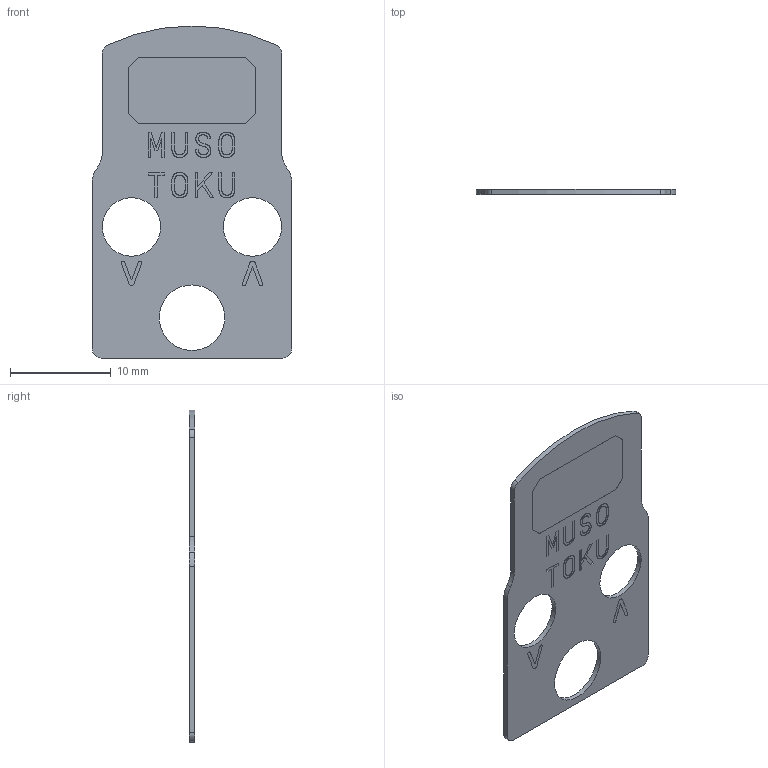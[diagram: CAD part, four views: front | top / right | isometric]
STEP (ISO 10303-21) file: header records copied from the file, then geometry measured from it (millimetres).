
FILE_DESCRIPTION(('HOOPS Exchange Step'),'2;1');
FILE_NAME('temp_export','2022-12-07T16:32:04+01:00',('mobile'),('Shapr3D Limited'),'HOOPS Exchange 2022.1','Shapr3D','Authorized');
FILE_SCHEMA( ('AUTOMOTIVE_DESIGN { 1 0 10303 214 1 1 1 1 }') );
Length unit declared in the file: millimetre
Products named in the file (3): EX-RV1K-12 OVERLAY PANEL; 0. ROVER-1K_v3_RCA.stp; root
Assembly tree (2 placements, depth 3):
  root
    0. ROVER-1K_v3_RCA.stp
      EX-RV1K-12 OVERLAY PANEL
Bounding box: 19.8 x 0.5 x 32.93 mm (x, y, z)
Volume: 261.6 mm3; surface area: 1129.7 mm2
Topology: 1 solids, 1 shells, 1934 faces, 5757 edges, 3838 vertices
Faces by surface type: plane 1908, cylinder 26
Full cylindrical faces by diameter (mm): 5.8 x2, 6.5 x1
Entity records: 63651 total; most frequent: CARTESIAN_POINT 11532, ORIENTED_EDGE 11514, DIRECTION 9683, EDGE_CURVE 5757, VECTOR 5705, LINE 5705, VERTEX_POINT 3838, AXIS2_PLACEMENT_3D 1989
